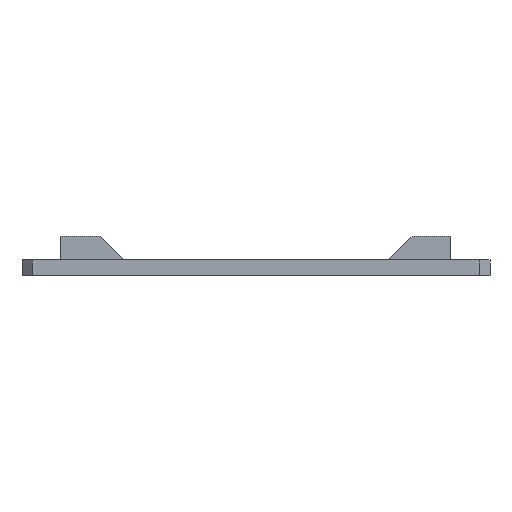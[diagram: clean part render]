
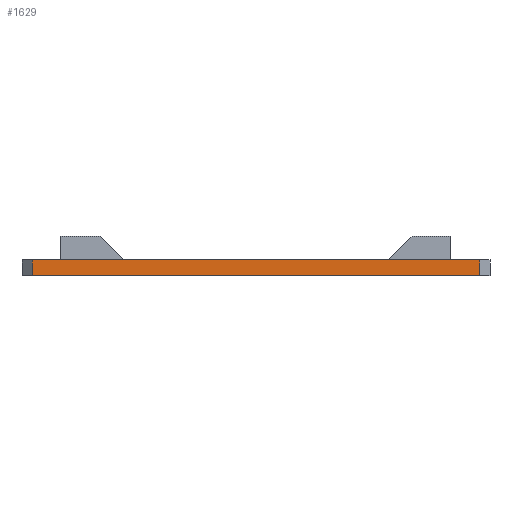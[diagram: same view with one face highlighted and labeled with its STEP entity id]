
A CAD part, front view. The second image highlights one B-rep face of the part: STEP entity #1629.
In plain terms, the highlighted planar face has unit normal (0, -1, 0).
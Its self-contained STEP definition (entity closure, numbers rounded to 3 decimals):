
#31 = PLANE('',#32);
#32 = AXIS2_PLACEMENT_3D('',#33,#34,#35);
#33 = CARTESIAN_POINT('',(0.,0.,76.));
#34 = DIRECTION('',(0.,0.,1.));
#35 = DIRECTION('',(1.,0.,0.));
#194 = VERTEX_POINT('',#195);
#195 = CARTESIAN_POINT('',(4.,0.,76.));
#209 = PLANE('',#210);
#210 = AXIS2_PLACEMENT_3D('',#211,#212,#213);
#211 = CARTESIAN_POINT('',(2.,2.,70.));
#212 = DIRECTION('',(-0.707,-0.707,0.));
#213 = DIRECTION('',(-0.,-0.,-1.));
#221 = EDGE_CURVE('',#194,#222,#224,.T.);
#222 = VERTEX_POINT('',#223);
#223 = CARTESIAN_POINT('',(176.,0.,76.));
#224 = SURFACE_CURVE('',#225,(#229,#236),.PCURVE_S1.);
#225 = LINE('',#226,#227);
#226 = CARTESIAN_POINT('',(0.,0.,76.));
#227 = VECTOR('',#228,1.);
#228 = DIRECTION('',(1.,0.,0.));
#229 = PCURVE('',#31,#230);
#230 = DEFINITIONAL_REPRESENTATION('',(#231),#235);
#231 = LINE('',#232,#233);
#232 = CARTESIAN_POINT('',(0.,0.));
#233 = VECTOR('',#234,1.);
#234 = DIRECTION('',(1.,0.));
#235 = ( GEOMETRIC_REPRESENTATION_CONTEXT(2) 
PARAMETRIC_REPRESENTATION_CONTEXT() REPRESENTATION_CONTEXT('2D SPACE',''
  ) );
#236 = PCURVE('',#237,#242);
#237 = PLANE('',#238);
#238 = AXIS2_PLACEMENT_3D('',#239,#240,#241);
#239 = CARTESIAN_POINT('',(0.,0.,70.));
#240 = DIRECTION('',(0.,1.,0.));
#241 = DIRECTION('',(0.,0.,1.));
#242 = DEFINITIONAL_REPRESENTATION('',(#243),#247);
#243 = LINE('',#244,#245);
#244 = CARTESIAN_POINT('',(6.,0.));
#245 = VECTOR('',#246,1.);
#246 = DIRECTION('',(0.,1.));
#247 = ( GEOMETRIC_REPRESENTATION_CONTEXT(2) 
PARAMETRIC_REPRESENTATION_CONTEXT() REPRESENTATION_CONTEXT('2D SPACE',''
  ) );
#265 = PLANE('',#266);
#266 = AXIS2_PLACEMENT_3D('',#267,#268,#269);
#267 = CARTESIAN_POINT('',(178.,2.,70.));
#268 = DIRECTION('',(-0.707,0.707,0.));
#269 = DIRECTION('',(-0.,-0.,-1.));
#1354 = PLANE('',#1355);
#1355 = AXIS2_PLACEMENT_3D('',#1356,#1357,#1358);
#1356 = CARTESIAN_POINT('',(0.,0.,70.));
#1357 = DIRECTION('',(0.,0.,1.));
#1358 = DIRECTION('',(1.,0.,0.));
#1514 = VERTEX_POINT('',#1515);
#1515 = CARTESIAN_POINT('',(4.,0.,70.));
#1538 = EDGE_CURVE('',#1514,#194,#1539,.T.);
#1539 = SURFACE_CURVE('',#1540,(#1544,#1551),.PCURVE_S1.);
#1540 = LINE('',#1541,#1542);
#1541 = CARTESIAN_POINT('',(4.,0.,70.));
#1542 = VECTOR('',#1543,1.);
#1543 = DIRECTION('',(0.,0.,1.));
#1544 = PCURVE('',#209,#1545);
#1545 = DEFINITIONAL_REPRESENTATION('',(#1546),#1550);
#1546 = LINE('',#1547,#1548);
#1547 = CARTESIAN_POINT('',(-0.,2.828));
#1548 = VECTOR('',#1549,1.);
#1549 = DIRECTION('',(-1.,0.));
#1550 = ( GEOMETRIC_REPRESENTATION_CONTEXT(2) 
PARAMETRIC_REPRESENTATION_CONTEXT() REPRESENTATION_CONTEXT('2D SPACE',''
  ) );
#1551 = PCURVE('',#237,#1552);
#1552 = DEFINITIONAL_REPRESENTATION('',(#1553),#1557);
#1553 = LINE('',#1554,#1555);
#1554 = CARTESIAN_POINT('',(0.,4.));
#1555 = VECTOR('',#1556,1.);
#1556 = DIRECTION('',(1.,0.));
#1557 = ( GEOMETRIC_REPRESENTATION_CONTEXT(2) 
PARAMETRIC_REPRESENTATION_CONTEXT() REPRESENTATION_CONTEXT('2D SPACE',''
  ) );
#1629 = ADVANCED_FACE('',(#1630),#237,.F.);
#1630 = FACE_BOUND('',#1631,.F.);
#1631 = EDGE_LOOP('',(#1632,#1655,#1656,#1657));
#1632 = ORIENTED_EDGE('',*,*,#1633,.F.);
#1633 = EDGE_CURVE('',#1514,#1634,#1636,.T.);
#1634 = VERTEX_POINT('',#1635);
#1635 = CARTESIAN_POINT('',(176.,0.,70.));
#1636 = SURFACE_CURVE('',#1637,(#1641,#1648),.PCURVE_S1.);
#1637 = LINE('',#1638,#1639);
#1638 = CARTESIAN_POINT('',(0.,0.,70.));
#1639 = VECTOR('',#1640,1.);
#1640 = DIRECTION('',(1.,0.,0.));
#1641 = PCURVE('',#237,#1642);
#1642 = DEFINITIONAL_REPRESENTATION('',(#1643),#1647);
#1643 = LINE('',#1644,#1645);
#1644 = CARTESIAN_POINT('',(0.,0.));
#1645 = VECTOR('',#1646,1.);
#1646 = DIRECTION('',(0.,1.));
#1647 = ( GEOMETRIC_REPRESENTATION_CONTEXT(2) 
PARAMETRIC_REPRESENTATION_CONTEXT() REPRESENTATION_CONTEXT('2D SPACE',''
  ) );
#1648 = PCURVE('',#1354,#1649);
#1649 = DEFINITIONAL_REPRESENTATION('',(#1650),#1654);
#1650 = LINE('',#1651,#1652);
#1651 = CARTESIAN_POINT('',(0.,0.));
#1652 = VECTOR('',#1653,1.);
#1653 = DIRECTION('',(1.,0.));
#1654 = ( GEOMETRIC_REPRESENTATION_CONTEXT(2) 
PARAMETRIC_REPRESENTATION_CONTEXT() REPRESENTATION_CONTEXT('2D SPACE',''
  ) );
#1655 = ORIENTED_EDGE('',*,*,#1538,.T.);
#1656 = ORIENTED_EDGE('',*,*,#221,.T.);
#1657 = ORIENTED_EDGE('',*,*,#1658,.F.);
#1658 = EDGE_CURVE('',#1634,#222,#1659,.T.);
#1659 = SURFACE_CURVE('',#1660,(#1664,#1671),.PCURVE_S1.);
#1660 = LINE('',#1661,#1662);
#1661 = CARTESIAN_POINT('',(176.,0.,70.));
#1662 = VECTOR('',#1663,1.);
#1663 = DIRECTION('',(0.,0.,1.));
#1664 = PCURVE('',#237,#1665);
#1665 = DEFINITIONAL_REPRESENTATION('',(#1666),#1670);
#1666 = LINE('',#1667,#1668);
#1667 = CARTESIAN_POINT('',(0.,176.));
#1668 = VECTOR('',#1669,1.);
#1669 = DIRECTION('',(1.,0.));
#1670 = ( GEOMETRIC_REPRESENTATION_CONTEXT(2) 
PARAMETRIC_REPRESENTATION_CONTEXT() REPRESENTATION_CONTEXT('2D SPACE',''
  ) );
#1671 = PCURVE('',#265,#1672);
#1672 = DEFINITIONAL_REPRESENTATION('',(#1673),#1677);
#1673 = LINE('',#1674,#1675);
#1674 = CARTESIAN_POINT('',(-0.,2.828));
#1675 = VECTOR('',#1676,1.);
#1676 = DIRECTION('',(-1.,0.));
#1677 = ( GEOMETRIC_REPRESENTATION_CONTEXT(2) 
PARAMETRIC_REPRESENTATION_CONTEXT() REPRESENTATION_CONTEXT('2D SPACE',''
  ) );
